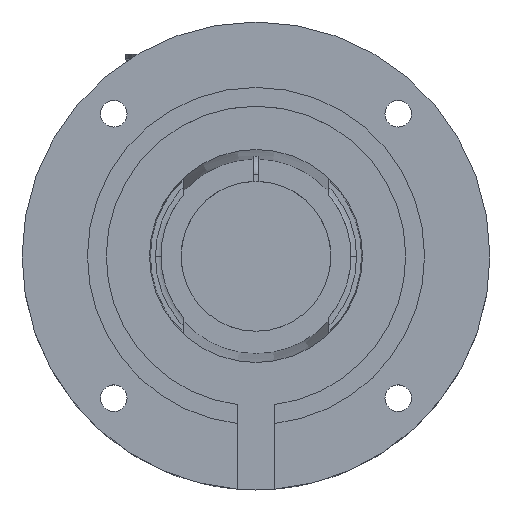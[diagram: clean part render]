
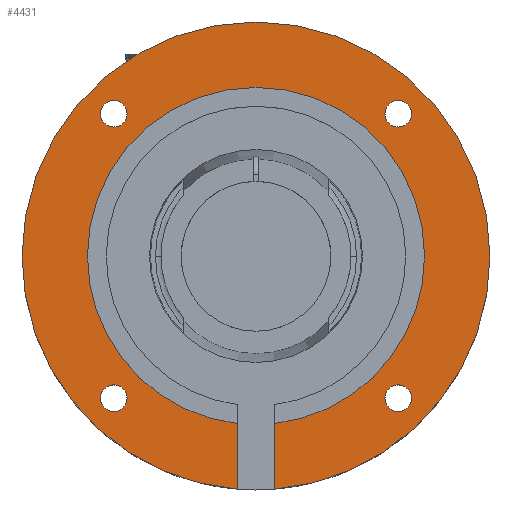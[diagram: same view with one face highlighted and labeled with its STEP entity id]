
A CAD part, top view. The second image highlights one B-rep face of the part: STEP entity #4431.
In plain terms, the highlighted planar face has unit normal (0, 0, 1).
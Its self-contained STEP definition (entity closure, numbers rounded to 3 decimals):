
#29 = ORIENTED_EDGE ( 'NONE', *, *, #2566, .F. ) ;
#56 = CARTESIAN_POINT ( 'NONE',  ( -10., -79.373, 200. ) ) ;
#61 = VERTEX_POINT ( 'NONE', #4665 ) ;
#105 = CARTESIAN_POINT ( 'NONE',  ( -76.014, -76.014, 200. ) ) ;
#180 = VERTEX_POINT ( 'NONE', #281 ) ;
#193 = ORIENTED_EDGE ( 'NONE', *, *, #5141, .F. ) ;
#215 = CARTESIAN_POINT ( 'NONE',  ( -68.87, -76.014, 200. ) ) ;
#246 = CARTESIAN_POINT ( 'NONE',  ( 68.87, -76.014, 200. ) ) ;
#265 = ORIENTED_EDGE ( 'NONE', *, *, #3336, .T. ) ;
#273 = EDGE_LOOP ( 'NONE', ( #1124, #4520 ) ) ;
#281 = CARTESIAN_POINT ( 'NONE',  ( -125., 0., 200. ) ) ;
#344 = CARTESIAN_POINT ( 'NONE',  ( 0., 0., 200. ) ) ;
#415 = VERTEX_POINT ( 'NONE', #1954 ) ;
#549 = VERTEX_POINT ( 'NONE', #215 ) ;
#597 = LINE ( 'NONE', #56, #6489 ) ;
#652 = VERTEX_POINT ( 'NONE', #2131 ) ;
#675 = FACE_BOUND ( 'NONE', #7405, .T. ) ;
#754 = DIRECTION ( 'NONE',  ( 0., 0., 1. ) ) ;
#947 = VERTEX_POINT ( 'NONE', #4797 ) ;
#949 = EDGE_CURVE ( 'NONE', #61, #947, #1172, .T. ) ;
#976 = DIRECTION ( 'NONE',  ( 0., 0., 1. ) ) ;
#1011 = CIRCLE ( 'NONE', #4557, 125. ) ;
#1069 = CARTESIAN_POINT ( 'NONE',  ( -76.014, -76.014, 200. ) ) ;
#1083 = VERTEX_POINT ( 'NONE', #4514 ) ;
#1117 = DIRECTION ( 'NONE',  ( 1., 0., 0. ) ) ;
#1124 = ORIENTED_EDGE ( 'NONE', *, *, #4243, .F. ) ;
#1152 = DIRECTION ( 'NONE',  ( 0., -1., 0. ) ) ;
#1172 = CIRCLE ( 'NONE', #6965, 7.144 ) ;
#1183 = EDGE_LOOP ( 'NONE', ( #4064, #3861 ) ) ;
#1215 = DIRECTION ( 'NONE',  ( 0., 0., 1. ) ) ;
#1230 = AXIS2_PLACEMENT_3D ( 'NONE', #2153, #3864, #2714 ) ;
#1325 = EDGE_CURVE ( 'NONE', #652, #7299, #2356, .T. ) ;
#1426 = CIRCLE ( 'NONE', #3370, 125. ) ;
#1471 = DIRECTION ( 'NONE',  ( 0., 0., 1. ) ) ;
#1505 = EDGE_CURVE ( 'NONE', #7299, #652, #4193, .T. ) ;
#1638 = CARTESIAN_POINT ( 'NONE',  ( -76.014, 76.014, 200. ) ) ;
#1641 = EDGE_CURVE ( 'NONE', #7214, #549, #1805, .T. ) ;
#1665 = DIRECTION ( 'NONE',  ( 0., 0., 1. ) ) ;
#1757 = DIRECTION ( 'NONE',  ( -1., 0., 0. ) ) ;
#1805 = CIRCLE ( 'NONE', #2568, 7.144 ) ;
#1812 = AXIS2_PLACEMENT_3D ( 'NONE', #344, #976, #3196 ) ;
#1894 = DIRECTION ( 'NONE',  ( 0., 0., 1. ) ) ;
#1954 = CARTESIAN_POINT ( 'NONE',  ( 125., 0., 200. ) ) ;
#2001 = EDGE_CURVE ( 'NONE', #4368, #2062, #4718, .T. ) ;
#2033 = VERTEX_POINT ( 'NONE', #5795 ) ;
#2056 = FACE_BOUND ( 'NONE', #4123, .T. ) ;
#2062 = VERTEX_POINT ( 'NONE', #3599 ) ;
#2092 = CARTESIAN_POINT ( 'NONE',  ( -10., -124.599, 200. ) ) ;
#2131 = CARTESIAN_POINT ( 'NONE',  ( 68.87, 76.014, 200. ) ) ;
#2153 = CARTESIAN_POINT ( 'NONE',  ( 76.014, -76.014, 200. ) ) ;
#2293 = AXIS2_PLACEMENT_3D ( 'NONE', #5987, #2445, #1757 ) ;
#2353 = DIRECTION ( 'NONE',  ( 1., 0., 0. ) ) ;
#2356 = CIRCLE ( 'NONE', #7161, 7.144 ) ;
#2405 = ORIENTED_EDGE ( 'NONE', *, *, #7045, .T. ) ;
#2445 = DIRECTION ( 'NONE',  ( 0., 0., 1. ) ) ;
#2478 = ORIENTED_EDGE ( 'NONE', *, *, #1505, .F. ) ;
#2566 = EDGE_CURVE ( 'NONE', #2748, #2880, #597, .T. ) ;
#2568 = AXIS2_PLACEMENT_3D ( 'NONE', #1069, #4069, #2353 ) ;
#2594 = EDGE_CURVE ( 'NONE', #4368, #415, #1426, .T. ) ;
#2714 = DIRECTION ( 'NONE',  ( -1., 0., 0. ) ) ;
#2738 = DIRECTION ( 'NONE',  ( -1., 0., 0. ) ) ;
#2748 = VERTEX_POINT ( 'NONE', #3708 ) ;
#2877 = FACE_OUTER_BOUND ( 'NONE', #3766, .T. ) ;
#2880 = VERTEX_POINT ( 'NONE', #2092 ) ;
#2888 = CIRCLE ( 'NONE', #5443, 90.05 ) ;
#2908 = CARTESIAN_POINT ( 'NONE',  ( 0., 0., 200. ) ) ;
#2968 = CARTESIAN_POINT ( 'NONE',  ( -83.158, -76.014, 200. ) ) ;
#3131 = CIRCLE ( 'NONE', #1230, 7.144 ) ;
#3165 = VECTOR ( 'NONE', #7074, 1000. ) ;
#3196 = DIRECTION ( 'NONE',  ( 1., 0., 0. ) ) ;
#3277 = CARTESIAN_POINT ( 'NONE',  ( 0., 0., 200. ) ) ;
#3307 = CARTESIAN_POINT ( 'NONE',  ( 76.014, 76.014, 200. ) ) ;
#3336 = EDGE_CURVE ( 'NONE', #415, #180, #3589, .T. ) ;
#3370 = AXIS2_PLACEMENT_3D ( 'NONE', #3657, #754, #4273 ) ;
#3429 = CARTESIAN_POINT ( 'NONE',  ( 10., -124.599, 200. ) ) ;
#3456 = DIRECTION ( 'NONE',  ( 1., 0., 0. ) ) ;
#3472 = PLANE ( 'NONE',  #6987 ) ;
#3589 = CIRCLE ( 'NONE', #5335, 125. ) ;
#3599 = CARTESIAN_POINT ( 'NONE',  ( 10., -89.493, 200. ) ) ;
#3656 = CARTESIAN_POINT ( 'NONE',  ( -76.014, 76.014, 200. ) ) ;
#3657 = CARTESIAN_POINT ( 'NONE',  ( 0., 0., 200. ) ) ;
#3708 = CARTESIAN_POINT ( 'NONE',  ( -10., -89.493, 200. ) ) ;
#3766 = EDGE_LOOP ( 'NONE', ( #6286, #265, #2405, #29, #7018, #193, #5226, #7157 ) ) ;
#3861 = ORIENTED_EDGE ( 'NONE', *, *, #5675, .F. ) ;
#3864 = DIRECTION ( 'NONE',  ( 0., 0., 1. ) ) ;
#3865 = EDGE_CURVE ( 'NONE', #1083, #2748, #2888, .T. ) ;
#3997 = EDGE_CURVE ( 'NONE', #6277, #6917, #5270, .T. ) ;
#4025 = DIRECTION ( 'NONE',  ( 1., 0., 0. ) ) ;
#4064 = ORIENTED_EDGE ( 'NONE', *, *, #3997, .F. ) ;
#4069 = DIRECTION ( 'NONE',  ( 0., 0., 1. ) ) ;
#4105 = CARTESIAN_POINT ( 'NONE',  ( 10., -170., 200. ) ) ;
#4123 = EDGE_LOOP ( 'NONE', ( #2478, #7003 ) ) ;
#4193 = CIRCLE ( 'NONE', #7465, 7.144 ) ;
#4202 = DIRECTION ( 'NONE',  ( 1., 0., 0. ) ) ;
#4243 = EDGE_CURVE ( 'NONE', #947, #61, #6566, .T. ) ;
#4273 = DIRECTION ( 'NONE',  ( 1., 0., 0. ) ) ;
#4324 = AXIS2_PLACEMENT_3D ( 'NONE', #5104, #5800, #4630 ) ;
#4368 = VERTEX_POINT ( 'NONE', #3429 ) ;
#4431 = ADVANCED_FACE ( 'NONE', ( #675, #7583, #6386, #2056, #2877 ), #3472, .T. ) ;
#4514 = CARTESIAN_POINT ( 'NONE',  ( -90.05, 0., 200. ) ) ;
#4520 = ORIENTED_EDGE ( 'NONE', *, *, #949, .F. ) ;
#4557 = AXIS2_PLACEMENT_3D ( 'NONE', #5791, #5151, #3456 ) ;
#4630 = DIRECTION ( 'NONE',  ( 1., 0., 0. ) ) ;
#4665 = CARTESIAN_POINT ( 'NONE',  ( -83.158, 76.014, 200. ) ) ;
#4711 = CARTESIAN_POINT ( 'NONE',  ( 76.014, 76.014, 200. ) ) ;
#4718 = LINE ( 'NONE', #4105, #3165 ) ;
#4795 = AXIS2_PLACEMENT_3D ( 'NONE', #105, #6024, #4202 ) ;
#4797 = CARTESIAN_POINT ( 'NONE',  ( -68.87, 76.014, 200. ) ) ;
#4799 = CARTESIAN_POINT ( 'NONE',  ( 83.158, 76.014, 200. ) ) ;
#4817 = DIRECTION ( 'NONE',  ( -1., 0., 0. ) ) ;
#5104 = CARTESIAN_POINT ( 'NONE',  ( 0., 0., 200. ) ) ;
#5141 = EDGE_CURVE ( 'NONE', #2033, #1083, #5530, .T. ) ;
#5151 = DIRECTION ( 'NONE',  ( 0., 0., 1. ) ) ;
#5226 = ORIENTED_EDGE ( 'NONE', *, *, #7504, .F. ) ;
#5270 = CIRCLE ( 'NONE', #2293, 7.144 ) ;
#5311 = ORIENTED_EDGE ( 'NONE', *, *, #5361, .F. ) ;
#5335 = AXIS2_PLACEMENT_3D ( 'NONE', #3277, #7418, #4025 ) ;
#5361 = EDGE_CURVE ( 'NONE', #549, #7214, #6639, .T. ) ;
#5390 = AXIS2_PLACEMENT_3D ( 'NONE', #1638, #6888, #2738 ) ;
#5443 = AXIS2_PLACEMENT_3D ( 'NONE', #6980, #1665, #1117 ) ;
#5450 = DIRECTION ( 'NONE',  ( 1., 0., 0. ) ) ;
#5460 = CIRCLE ( 'NONE', #4324, 90.05 ) ;
#5530 = CIRCLE ( 'NONE', #1812, 90.05 ) ;
#5675 = EDGE_CURVE ( 'NONE', #6917, #6277, #3131, .T. ) ;
#5791 = CARTESIAN_POINT ( 'NONE',  ( 0., 0., 200. ) ) ;
#5795 = CARTESIAN_POINT ( 'NONE',  ( 90.05, 0., 200. ) ) ;
#5800 = DIRECTION ( 'NONE',  ( 0., 0., 1. ) ) ;
#5848 = CARTESIAN_POINT ( 'NONE',  ( 83.158, -76.014, 200. ) ) ;
#5912 = DIRECTION ( 'NONE',  ( 0., 0., 1. ) ) ;
#5987 = CARTESIAN_POINT ( 'NONE',  ( 76.014, -76.014, 200. ) ) ;
#6024 = DIRECTION ( 'NONE',  ( 0., 0., 1. ) ) ;
#6277 = VERTEX_POINT ( 'NONE', #5848 ) ;
#6286 = ORIENTED_EDGE ( 'NONE', *, *, #2594, .T. ) ;
#6386 = FACE_BOUND ( 'NONE', #273, .T. ) ;
#6489 = VECTOR ( 'NONE', #1152, 1000. ) ;
#6535 = DIRECTION ( 'NONE',  ( 1., 0., 0. ) ) ;
#6566 = CIRCLE ( 'NONE', #5390, 7.144 ) ;
#6629 = ORIENTED_EDGE ( 'NONE', *, *, #1641, .F. ) ;
#6639 = CIRCLE ( 'NONE', #4795, 7.144 ) ;
#6818 = DIRECTION ( 'NONE',  ( 1., 0., 0. ) ) ;
#6888 = DIRECTION ( 'NONE',  ( 0., 0., 1. ) ) ;
#6917 = VERTEX_POINT ( 'NONE', #246 ) ;
#6965 = AXIS2_PLACEMENT_3D ( 'NONE', #3656, #1894, #4817 ) ;
#6980 = CARTESIAN_POINT ( 'NONE',  ( 0., 0., 200. ) ) ;
#6987 = AXIS2_PLACEMENT_3D ( 'NONE', #2908, #5912, #5450 ) ;
#7003 = ORIENTED_EDGE ( 'NONE', *, *, #1325, .F. ) ;
#7018 = ORIENTED_EDGE ( 'NONE', *, *, #3865, .F. ) ;
#7045 = EDGE_CURVE ( 'NONE', #180, #2880, #1011, .T. ) ;
#7074 = DIRECTION ( 'NONE',  ( 0., 1., 0. ) ) ;
#7157 = ORIENTED_EDGE ( 'NONE', *, *, #2001, .F. ) ;
#7161 = AXIS2_PLACEMENT_3D ( 'NONE', #4711, #1215, #6535 ) ;
#7214 = VERTEX_POINT ( 'NONE', #2968 ) ;
#7299 = VERTEX_POINT ( 'NONE', #4799 ) ;
#7405 = EDGE_LOOP ( 'NONE', ( #5311, #6629 ) ) ;
#7418 = DIRECTION ( 'NONE',  ( 0., 0., 1. ) ) ;
#7465 = AXIS2_PLACEMENT_3D ( 'NONE', #3307, #1471, #6818 ) ;
#7504 = EDGE_CURVE ( 'NONE', #2062, #2033, #5460, .T. ) ;
#7583 = FACE_BOUND ( 'NONE', #1183, .T. ) ;
